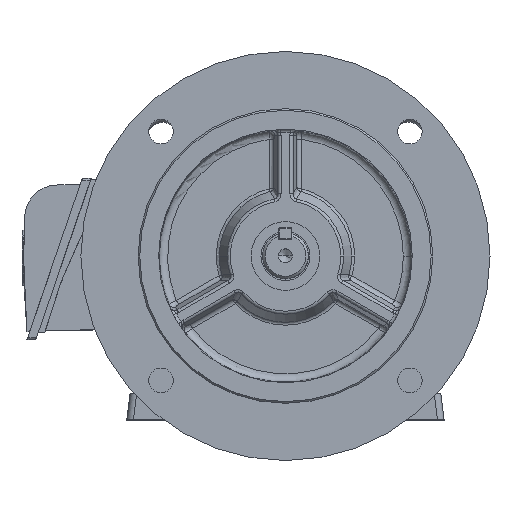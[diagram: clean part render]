
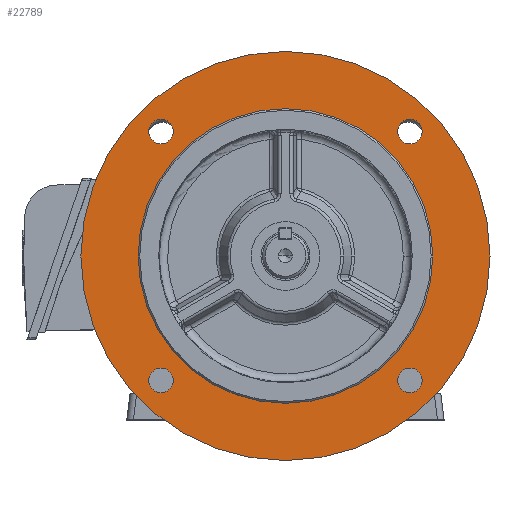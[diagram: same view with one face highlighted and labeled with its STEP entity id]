
A CAD part, top view. The second image highlights one B-rep face of the part: STEP entity #22789.
In plain terms, the highlighted face is planar.
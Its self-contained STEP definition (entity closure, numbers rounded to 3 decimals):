
#522 = VERTEX_POINT ( 'NONE', #9732 ) ;
#1553 = VERTEX_POINT ( 'NONE', #18180 ) ;
#2091 = DIRECTION ( 'NONE',  ( 0., 0., 1. ) ) ;
#2842 = ORIENTED_EDGE ( 'NONE', *, *, #42858, .T. ) ;
#2976 = PLANE ( 'NONE',  #27803 ) ;
#4359 = DIRECTION ( 'NONE',  ( 1., 0., 0. ) ) ;
#4638 = DIRECTION ( 'NONE',  ( 0., 0., 1. ) ) ;
#5605 = CARTESIAN_POINT ( 'NONE',  ( -124.948, 0., -1.5 ) ) ;
#5924 = DIRECTION ( 'NONE',  ( 1., 0., 0. ) ) ;
#7227 = EDGE_CURVE ( 'NONE', #35929, #25622, #43479, .T. ) ;
#7842 = FACE_OUTER_BOUND ( 'NONE', #13206, .T. ) ;
#8127 = EDGE_LOOP ( 'NONE', ( #42451, #16183 ) ) ;
#8390 = CARTESIAN_POINT ( 'NONE',  ( 76.014, -76.014, -1.5 ) ) ;
#8543 = EDGE_LOOP ( 'NONE', ( #30806, #31675 ) ) ;
#9249 = EDGE_CURVE ( 'NONE', #26147, #15466, #43475, .T. ) ;
#9330 = AXIS2_PLACEMENT_3D ( 'NONE', #15057, #14773, #36915 ) ;
#9709 = CIRCLE ( 'NONE', #41802, 7.5 ) ;
#9732 = CARTESIAN_POINT ( 'NONE',  ( -83.514, -76.014, -1.5 ) ) ;
#10635 = CARTESIAN_POINT ( 'NONE',  ( 0., 0., -1.5 ) ) ;
#11865 = FACE_BOUND ( 'NONE', #53667, .T. ) ;
#12000 = VERTEX_POINT ( 'NONE', #35760 ) ;
#13206 = EDGE_LOOP ( 'NONE', ( #29574, #39944 ) ) ;
#13983 = VERTEX_POINT ( 'NONE', #18664 ) ;
#14438 = AXIS2_PLACEMENT_3D ( 'NONE', #49522, #53558, #35730 ) ;
#14773 = DIRECTION ( 'NONE',  ( 0., 0., -1. ) ) ;
#14995 = AXIS2_PLACEMENT_3D ( 'NONE', #26480, #4638, #4359 ) ;
#15056 = CIRCLE ( 'NONE', #49041, 7.5 ) ;
#15057 = CARTESIAN_POINT ( 'NONE',  ( 0., 0., -1.5 ) ) ;
#15091 = EDGE_CURVE ( 'NONE', #25622, #35929, #37392, .T. ) ;
#15466 = VERTEX_POINT ( 'NONE', #56664 ) ;
#15808 = DIRECTION ( 'NONE',  ( -1., 0., 0. ) ) ;
#16183 = ORIENTED_EDGE ( 'NONE', *, *, #19763, .F. ) ;
#16316 = CIRCLE ( 'NONE', #19071, 7.5 ) ;
#16326 = CIRCLE ( 'NONE', #41119, 90. ) ;
#16462 = ORIENTED_EDGE ( 'NONE', *, *, #7227, .T. ) ;
#16687 = EDGE_CURVE ( 'NONE', #54345, #13983, #16326, .T. ) ;
#18025 = EDGE_CURVE ( 'NONE', #35498, #39544, #31111, .T. ) ;
#18042 = DIRECTION ( 'NONE',  ( 0., 0., 1. ) ) ;
#18180 = CARTESIAN_POINT ( 'NONE',  ( -68.514, -76.014, -1.5 ) ) ;
#18326 = DIRECTION ( 'NONE',  ( 1., 0., 0. ) ) ;
#18664 = CARTESIAN_POINT ( 'NONE',  ( 90., 0., -1.5 ) ) ;
#18951 = EDGE_CURVE ( 'NONE', #15466, #26147, #26543, .T. ) ;
#19071 = AXIS2_PLACEMENT_3D ( 'NONE', #8390, #25364, #39722 ) ;
#19763 = EDGE_CURVE ( 'NONE', #13983, #54345, #44057, .T. ) ;
#19924 = FACE_BOUND ( 'NONE', #46916, .T. ) ;
#22789 = ADVANCED_FACE ( 'NONE', ( #19924, #32880, #11865, #37470, #7842, #55003 ), #2976, .F. ) ;
#23062 = ORIENTED_EDGE ( 'NONE', *, *, #15091, .T. ) ;
#23425 = DIRECTION ( 'NONE',  ( 1., 0., 0. ) ) ;
#23830 = EDGE_CURVE ( 'NONE', #44442, #12000, #50631, .T. ) ;
#23873 = CARTESIAN_POINT ( 'NONE',  ( 68.514, 76.014, -1.5 ) ) ;
#23890 = CARTESIAN_POINT ( 'NONE',  ( -90., 0., -1.5 ) ) ;
#23932 = CARTESIAN_POINT ( 'NONE',  ( -76.014, 76.014, -1.5 ) ) ;
#24487 = CARTESIAN_POINT ( 'NONE',  ( -76.014, 76.014, -1.5 ) ) ;
#25364 = DIRECTION ( 'NONE',  ( 0., 0., 1. ) ) ;
#25622 = VERTEX_POINT ( 'NONE', #45086 ) ;
#25707 = CARTESIAN_POINT ( 'NONE',  ( -83.514, 76.014, -1.5 ) ) ;
#26147 = VERTEX_POINT ( 'NONE', #25707 ) ;
#26480 = CARTESIAN_POINT ( 'NONE',  ( 76.014, 76.014, -1.5 ) ) ;
#26543 = CIRCLE ( 'NONE', #33915, 7.5 ) ;
#27803 = AXIS2_PLACEMENT_3D ( 'NONE', #38040, #50695, #51263 ) ;
#29574 = ORIENTED_EDGE ( 'NONE', *, *, #23830, .T. ) ;
#30806 = ORIENTED_EDGE ( 'NONE', *, *, #18025, .T. ) ;
#31111 = CIRCLE ( 'NONE', #45794, 7.5 ) ;
#31426 = CARTESIAN_POINT ( 'NONE',  ( 83.514, -76.014, -1.5 ) ) ;
#31675 = ORIENTED_EDGE ( 'NONE', *, *, #51149, .T. ) ;
#31778 = CARTESIAN_POINT ( 'NONE',  ( 68.514, -76.014, -1.5 ) ) ;
#32337 = CARTESIAN_POINT ( 'NONE',  ( -76.014, -76.014, -1.5 ) ) ;
#32880 = FACE_BOUND ( 'NONE', #8543, .T. ) ;
#33362 = DIRECTION ( 'NONE',  ( 0., 0., -1. ) ) ;
#33915 = AXIS2_PLACEMENT_3D ( 'NONE', #24487, #41735, #50647 ) ;
#35498 = VERTEX_POINT ( 'NONE', #31426 ) ;
#35730 = DIRECTION ( 'NONE',  ( 1., 0., 0. ) ) ;
#35760 = CARTESIAN_POINT ( 'NONE',  ( 124.948, 0., -1.5 ) ) ;
#35929 = VERTEX_POINT ( 'NONE', #23873 ) ;
#36915 = DIRECTION ( 'NONE',  ( 1., 0., 0. ) ) ;
#37218 = CARTESIAN_POINT ( 'NONE',  ( 0., 0., -1.5 ) ) ;
#37392 = CIRCLE ( 'NONE', #14438, 7.5 ) ;
#37424 = DIRECTION ( 'NONE',  ( 1., 0., 0. ) ) ;
#37470 = FACE_BOUND ( 'NONE', #53331, .T. ) ;
#38040 = CARTESIAN_POINT ( 'NONE',  ( 0., 90., -1.5 ) ) ;
#39544 = VERTEX_POINT ( 'NONE', #31778 ) ;
#39722 = DIRECTION ( 'NONE',  ( 1., 0., 0. ) ) ;
#39944 = ORIENTED_EDGE ( 'NONE', *, *, #53347, .T. ) ;
#40966 = DIRECTION ( 'NONE',  ( -1., 0., 0. ) ) ;
#41119 = AXIS2_PLACEMENT_3D ( 'NONE', #10635, #33362, #15808 ) ;
#41735 = DIRECTION ( 'NONE',  ( 0., 0., 1. ) ) ;
#41802 = AXIS2_PLACEMENT_3D ( 'NONE', #32337, #45823, #23425 ) ;
#42451 = ORIENTED_EDGE ( 'NONE', *, *, #16687, .F. ) ;
#42858 = EDGE_CURVE ( 'NONE', #522, #1553, #15056, .T. ) ;
#43475 = CIRCLE ( 'NONE', #50832, 7.5 ) ;
#43479 = CIRCLE ( 'NONE', #14995, 7.5 ) ;
#43833 = ORIENTED_EDGE ( 'NONE', *, *, #18951, .T. ) ;
#44057 = CIRCLE ( 'NONE', #47705, 90. ) ;
#44442 = VERTEX_POINT ( 'NONE', #5605 ) ;
#44487 = CARTESIAN_POINT ( 'NONE',  ( 76.014, -76.014, -1.5 ) ) ;
#45070 = CIRCLE ( 'NONE', #50568, 124.948 ) ;
#45086 = CARTESIAN_POINT ( 'NONE',  ( 83.514, 76.014, -1.5 ) ) ;
#45165 = ORIENTED_EDGE ( 'NONE', *, *, #9249, .T. ) ;
#45794 = AXIS2_PLACEMENT_3D ( 'NONE', #44487, #56582, #49087 ) ;
#45823 = DIRECTION ( 'NONE',  ( 0., 0., 1. ) ) ;
#46916 = EDGE_LOOP ( 'NONE', ( #56616, #2842 ) ) ;
#46979 = EDGE_CURVE ( 'NONE', #1553, #522, #9709, .T. ) ;
#47705 = AXIS2_PLACEMENT_3D ( 'NONE', #37218, #54755, #40966 ) ;
#49041 = AXIS2_PLACEMENT_3D ( 'NONE', #53700, #18042, #18326 ) ;
#49087 = DIRECTION ( 'NONE',  ( 1., 0., 0. ) ) ;
#49522 = CARTESIAN_POINT ( 'NONE',  ( 76.014, 76.014, -1.5 ) ) ;
#50568 = AXIS2_PLACEMENT_3D ( 'NONE', #53645, #53925, #5924 ) ;
#50631 = CIRCLE ( 'NONE', #9330, 124.948 ) ;
#50647 = DIRECTION ( 'NONE',  ( 1., 0., 0. ) ) ;
#50695 = DIRECTION ( 'NONE',  ( 0., 0., 1. ) ) ;
#50832 = AXIS2_PLACEMENT_3D ( 'NONE', #23932, #2091, #37424 ) ;
#51149 = EDGE_CURVE ( 'NONE', #39544, #35498, #16316, .T. ) ;
#51263 = DIRECTION ( 'NONE',  ( 1., 0., 0. ) ) ;
#53331 = EDGE_LOOP ( 'NONE', ( #43833, #45165 ) ) ;
#53347 = EDGE_CURVE ( 'NONE', #12000, #44442, #45070, .T. ) ;
#53558 = DIRECTION ( 'NONE',  ( 0., 0., 1. ) ) ;
#53645 = CARTESIAN_POINT ( 'NONE',  ( 0., 0., -1.5 ) ) ;
#53667 = EDGE_LOOP ( 'NONE', ( #23062, #16462 ) ) ;
#53700 = CARTESIAN_POINT ( 'NONE',  ( -76.014, -76.014, -1.5 ) ) ;
#53925 = DIRECTION ( 'NONE',  ( 0., 0., -1. ) ) ;
#54345 = VERTEX_POINT ( 'NONE', #23890 ) ;
#54755 = DIRECTION ( 'NONE',  ( 0., 0., -1. ) ) ;
#55003 = FACE_BOUND ( 'NONE', #8127, .T. ) ;
#56582 = DIRECTION ( 'NONE',  ( 0., 0., 1. ) ) ;
#56616 = ORIENTED_EDGE ( 'NONE', *, *, #46979, .T. ) ;
#56664 = CARTESIAN_POINT ( 'NONE',  ( -68.514, 76.014, -1.5 ) ) ;
